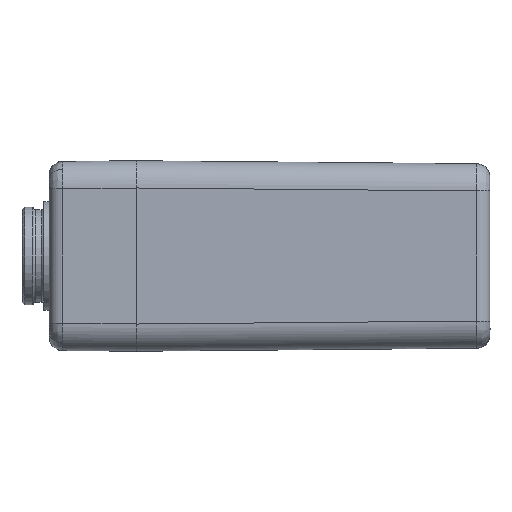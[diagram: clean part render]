
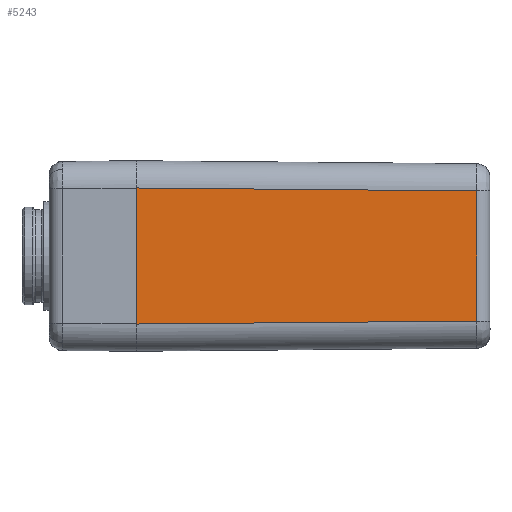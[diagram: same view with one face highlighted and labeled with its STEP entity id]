
A CAD part, left-side view. The second image highlights one B-rep face of the part: STEP entity #5243.
In plain terms, the highlighted planar face has unit normal (-1, -0.009, 0).
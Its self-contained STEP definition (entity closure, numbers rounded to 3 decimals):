
#285 = CARTESIAN_POINT ( 'NONE',  ( -57., 0., 17.5 ) ) ;
#480 = CARTESIAN_POINT ( 'NONE',  ( -56.998, -0.262, -12.498 ) ) ;
#1810 = EDGE_CURVE ( 'NONE', #7183, #6658, #4744, .T. ) ;
#2219 = CARTESIAN_POINT ( 'NONE',  ( -56.454, -62.522, 17.5 ) ) ;
#2907 = ORIENTED_EDGE ( 'NONE', *, *, #4806, .F. ) ;
#4085 = ORIENTED_EDGE ( 'NONE', *, *, #4272, .T. ) ;
#4272 = EDGE_CURVE ( 'NONE', #7418, #7183, #9138, .T. ) ;
#4387 = DIRECTION ( 'NONE',  ( -0.009, 1., 0. ) ) ;
#4744 = LINE ( 'NONE', #5622, #11981 ) ;
#4806 = EDGE_CURVE ( 'NONE', #12075, #6658, #6452, .T. ) ;
#5243 = ADVANCED_FACE ( 'NONE', ( #12602 ), #10499, .T. ) ;
#5622 = CARTESIAN_POINT ( 'NONE',  ( -57., 0.044, 12.501 ) ) ;
#6452 = LINE ( 'NONE', #11500, #12442 ) ;
#6480 = CARTESIAN_POINT ( 'NONE',  ( -57., 0., 12.5 ) ) ;
#6622 = DIRECTION ( 'NONE',  ( -0.009, 1., 0.009 ) ) ;
#6658 = VERTEX_POINT ( 'NONE', #6480 ) ;
#7183 = VERTEX_POINT ( 'NONE', #8959 ) ;
#7398 = DIRECTION ( 'NONE',  ( 0., 0., 1. ) ) ;
#7418 = VERTEX_POINT ( 'NONE', #10838 ) ;
#7801 = DIRECTION ( 'NONE',  ( 0.009, -1., 0.009 ) ) ;
#8491 = ORIENTED_EDGE ( 'NONE', *, *, #12091, .T. ) ;
#8731 = LINE ( 'NONE', #480, #10549 ) ;
#8959 = CARTESIAN_POINT ( 'NONE',  ( -56.454, -62.522, 11.955 ) ) ;
#8965 = EDGE_LOOP ( 'NONE', ( #8491, #4085, #11017, #2907 ) ) ;
#9138 = LINE ( 'NONE', #2219, #13300 ) ;
#9488 = DIRECTION ( 'NONE',  ( -1., -0.009, 0. ) ) ;
#10157 = DIRECTION ( 'NONE',  ( 0., 0., 1. ) ) ;
#10499 = PLANE ( 'NONE',  #13309 ) ;
#10549 = VECTOR ( 'NONE', #7801, 1000. ) ;
#10838 = CARTESIAN_POINT ( 'NONE',  ( -56.454, -62.522, -11.955 ) ) ;
#11017 = ORIENTED_EDGE ( 'NONE', *, *, #1810, .T. ) ;
#11500 = CARTESIAN_POINT ( 'NONE',  ( -57., 0., 17.5 ) ) ;
#11981 = VECTOR ( 'NONE', #6622, 1000. ) ;
#12075 = VERTEX_POINT ( 'NONE', #12382 ) ;
#12091 = EDGE_CURVE ( 'NONE', #12075, #7418, #8731, .T. ) ;
#12382 = CARTESIAN_POINT ( 'NONE',  ( -57., 0., -12.5 ) ) ;
#12442 = VECTOR ( 'NONE', #7398, 1000. ) ;
#12602 = FACE_OUTER_BOUND ( 'NONE', #8965, .T. ) ;
#13300 = VECTOR ( 'NONE', #10157, 1000. ) ;
#13309 = AXIS2_PLACEMENT_3D ( 'NONE', #285, #9488, #4387 ) ;
